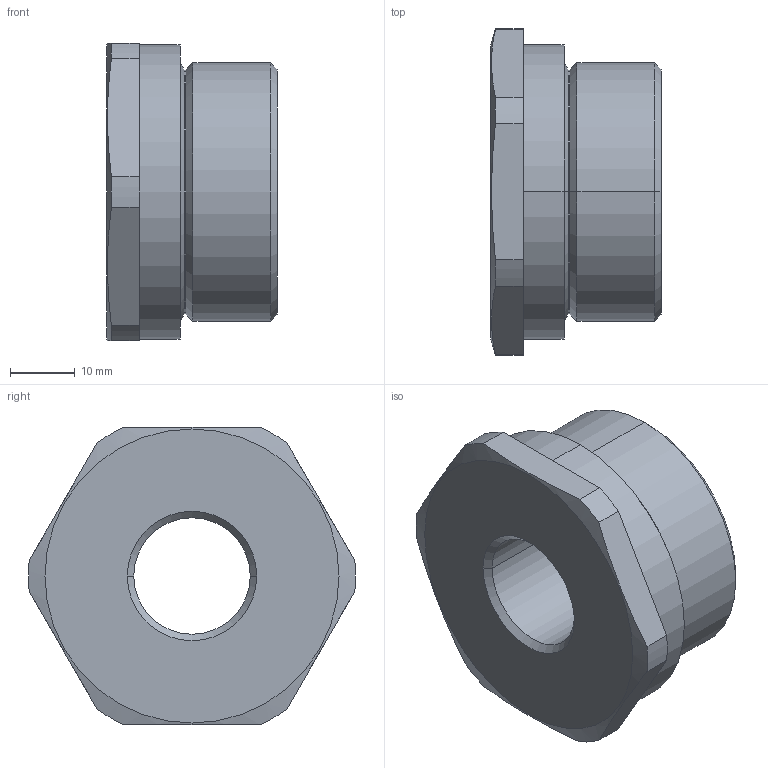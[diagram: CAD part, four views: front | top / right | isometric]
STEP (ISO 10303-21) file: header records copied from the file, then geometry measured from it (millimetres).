
FILE_DESCRIPTION (( 'STEP AP203' ), '1' );
FILE_NAME ('737DM5M2.STEP', '2016-09-27T14:27:52', ( '' ), ( '' ), 'SwSTEP 2.0', 'SolidWorks 2014', '' );
FILE_SCHEMA (( 'CONFIG_CONTROL_DESIGN' ));
Length unit declared in the file: millimetre
Products named in the file (1): 737DM5M2
Bounding box: 26.3 x 50.58 x 46 mm (x, y, z)
Volume: 31153.5 mm3; surface area: 8112.9 mm2
Topology: 1 solids, 1 shells, 36 faces, 84 edges, 52 vertices
Faces by surface type: cylinder 14, cone 12, plane 10
Entity records: 1147 total; most frequent: CARTESIAN_POINT 225, DIRECTION 188, ORIENTED_EDGE 168, EDGE_CURVE 84, AXIS2_PLACEMENT_3D 75, VERTEX_POINT 52, EDGE_LOOP 40, LINE 38
